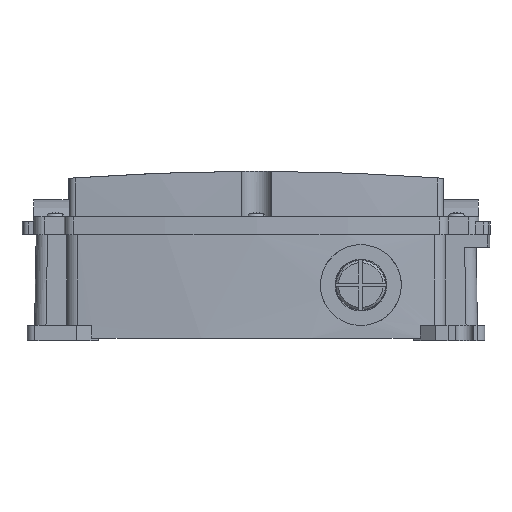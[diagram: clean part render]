
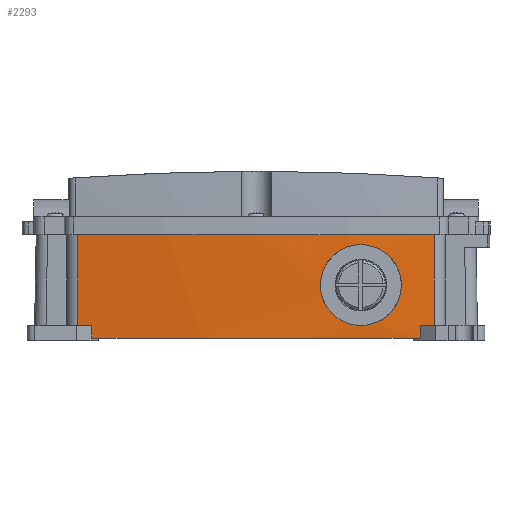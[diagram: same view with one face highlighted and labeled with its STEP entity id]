
A CAD part, left-side view. The second image highlights one B-rep face of the part: STEP entity #2293.
In plain terms, the highlighted cylindrical face has radius 600.5 mm (diameter 1201 mm), a partial arc.
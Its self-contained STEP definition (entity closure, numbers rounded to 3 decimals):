
#2175=AXIS2_PLACEMENT_3D('Cylinder Axis2P3D',#2172,#2173,#2174) ;
#2179=AXIS2_PLACEMENT_3D('Circle Axis2P3D',#2177,#2178,$) ;
#2195=AXIS2_PLACEMENT_3D('Circle Axis2P3D',#2193,#2194,$) ;
#2209=AXIS2_PLACEMENT_3D('Circle Axis2P3D',#2207,#2208,$) ;
#2214=AXIS2_PLACEMENT_3D('Circle Axis2P3D',#2212,#2213,$) ;
#2145=CARTESIAN_POINT('Line Origine',(5.663,163.204,21.5)) ;
#2149=CARTESIAN_POINT('Vertex',(5.663,163.204,6.)) ;
#2151=CARTESIAN_POINT('Vertex',(5.663,163.204,42.)) ;
#2172=CARTESIAN_POINT('Axis2P3D Location',(602.,92.616,21.5)) ;
#2177=CARTESIAN_POINT('Axis2P3D Location',(602.,92.616,1.)) ;
#2181=CARTESIAN_POINT('Vertex',(5.022,157.554,1.)) ;
#2183=CARTESIAN_POINT('Vertex',(5.022,27.678,1.)) ;
#2186=CARTESIAN_POINT('Line Origine',(5.022,27.678,21.5)) ;
#2190=CARTESIAN_POINT('Vertex',(5.022,27.678,6.)) ;
#2193=CARTESIAN_POINT('Axis2P3D Location',(602.,92.616,6.)) ;
#2197=CARTESIAN_POINT('Vertex',(5.663,22.028,6.)) ;
#2200=CARTESIAN_POINT('Line Origine',(5.663,22.028,21.5)) ;
#2204=CARTESIAN_POINT('Vertex',(5.663,22.028,42.)) ;
#2207=CARTESIAN_POINT('Axis2P3D Location',(602.,92.616,42.)) ;
#2212=CARTESIAN_POINT('Axis2P3D Location',(602.,92.616,6.)) ;
#2216=CARTESIAN_POINT('Vertex',(5.022,157.554,6.)) ;
#2219=CARTESIAN_POINT('Line Origine',(5.022,157.554,21.5)) ;
#2235=CARTESIAN_POINT('Control Point',(3.5,43.647,7.85)) ;
#2236=CARTESIAN_POINT('Control Point',(3.272,46.435,6.379)) ;
#2237=CARTESIAN_POINT('Control Point',(3.03,49.585,5.594)) ;
#2238=CARTESIAN_POINT('Control Point',(2.803,52.873,5.615)) ;
#2239=CARTESIAN_POINT('Control Point',(2.61,56.016,6.445)) ;
#2240=CARTESIAN_POINT('Control Point',(2.454,58.787,7.959)) ;
#2241=CARTESIAN_POINT('Vertex',(3.5,43.647,7.85)) ;
#2243=CARTESIAN_POINT('Vertex',(2.454,58.787,7.959)) ;
#2247=CARTESIAN_POINT('Control Point',(3.5,43.647,36.15)) ;
#2248=CARTESIAN_POINT('Control Point',(3.386,45.035,36.883)) ;
#2249=CARTESIAN_POINT('Control Point',(3.269,46.514,37.445)) ;
#2250=CARTESIAN_POINT('Control Point',(3.153,48.054,37.823)) ;
#2251=CARTESIAN_POINT('Control Point',(2.812,52.761,38.377)) ;
#2252=CARTESIAN_POINT('Control Point',(2.517,57.463,37.201)) ;
#2253=CARTESIAN_POINT('Control Point',(2.36,60.344,35.647)) ;
#2254=CARTESIAN_POINT('Control Point',(2.124,65.094,31.265)) ;
#2255=CARTESIAN_POINT('Control Point',(2.034,67.279,25.18)) ;
#2256=CARTESIAN_POINT('Control Point',(2.022,67.589,21.923)) ;
#2257=CARTESIAN_POINT('Control Point',(2.055,66.746,16.532)) ;
#2258=CARTESIAN_POINT('Control Point',(2.186,63.878,11.987)) ;
#2259=CARTESIAN_POINT('Control Point',(2.257,62.403,10.35)) ;
#2260=CARTESIAN_POINT('Control Point',(2.347,60.682,8.994)) ;
#2261=CARTESIAN_POINT('Control Point',(2.454,58.787,7.959)) ;
#2262=CARTESIAN_POINT('Vertex',(3.5,43.647,36.15)) ;
#2266=CARTESIAN_POINT('Control Point',(3.517,43.445,36.041)) ;
#2267=CARTESIAN_POINT('Control Point',(3.511,43.512,36.078)) ;
#2268=CARTESIAN_POINT('Control Point',(3.506,43.579,36.114)) ;
#2269=CARTESIAN_POINT('Control Point',(3.5,43.647,36.15)) ;
#2270=CARTESIAN_POINT('Vertex',(3.517,43.445,36.041)) ;
#2274=CARTESIAN_POINT('Control Point',(3.517,43.445,36.041)) ;
#2275=CARTESIAN_POINT('Control Point',(3.742,40.698,34.54)) ;
#2276=CARTESIAN_POINT('Control Point',(3.954,38.316,32.367)) ;
#2277=CARTESIAN_POINT('Control Point',(4.125,36.52,29.637)) ;
#2278=CARTESIAN_POINT('Control Point',(4.276,34.944,25.06)) ;
#2279=CARTESIAN_POINT('Control Point',(4.262,35.088,20.325)) ;
#2280=CARTESIAN_POINT('Control Point',(4.239,35.329,18.764)) ;
#2281=CARTESIAN_POINT('Control Point',(4.14,36.363,15.112)) ;
#2282=CARTESIAN_POINT('Control Point',(3.949,38.417,11.893)) ;
#2283=CARTESIAN_POINT('Control Point',(3.812,39.934,10.238)) ;
#2284=CARTESIAN_POINT('Control Point',(3.659,41.702,8.877)) ;
#2285=CARTESIAN_POINT('Control Point',(3.5,43.647,7.85)) ;
#2146=DIRECTION('Vector Direction',(0.,0.,-1.)) ;
#2173=DIRECTION('Axis2P3D Direction',(-0.,0.,1.)) ;
#2174=DIRECTION('Axis2P3D XDirection',(-0.992,0.125,-0.)) ;
#2178=DIRECTION('Axis2P3D Direction',(-0.,0.,1.)) ;
#2187=DIRECTION('Vector Direction',(0.,0.,1.)) ;
#2194=DIRECTION('Axis2P3D Direction',(-0.,0.,1.)) ;
#2201=DIRECTION('Vector Direction',(0.,0.,1.)) ;
#2208=DIRECTION('Axis2P3D Direction',(-0.,0.,1.)) ;
#2213=DIRECTION('Axis2P3D Direction',(-0.,0.,1.)) ;
#2220=DIRECTION('Vector Direction',(0.,0.,1.)) ;
#2147=VECTOR('Line Direction',#2146,1.) ;
#2188=VECTOR('Line Direction',#2187,1.) ;
#2202=VECTOR('Line Direction',#2201,1.) ;
#2221=VECTOR('Line Direction',#2220,1.) ;
#2225=ORIENTED_EDGE('',*,*,#2185,.T.) ;
#2226=ORIENTED_EDGE('',*,*,#2192,.F.) ;
#2227=ORIENTED_EDGE('',*,*,#2199,.T.) ;
#2228=ORIENTED_EDGE('',*,*,#2206,.T.) ;
#2229=ORIENTED_EDGE('',*,*,#2211,.F.) ;
#2230=ORIENTED_EDGE('',*,*,#2153,.F.) ;
#2231=ORIENTED_EDGE('',*,*,#2218,.T.) ;
#2232=ORIENTED_EDGE('',*,*,#2223,.T.) ;
#2288=ORIENTED_EDGE('',*,*,#2245,.T.) ;
#2289=ORIENTED_EDGE('',*,*,#2264,.F.) ;
#2290=ORIENTED_EDGE('',*,*,#2272,.F.) ;
#2291=ORIENTED_EDGE('',*,*,#2286,.T.) ;
#2292=FACE_BOUND('',#2287,.T.) ;
#2293=ADVANCED_FACE('Hauptk\X2\00F6\X0\rper',(#2233,#2292),#2176,.T.) ;
#2234=B_SPLINE_CURVE_WITH_KNOTS('',5,(#2235,#2236,#2237,#2238,#2239,#2240),.UNSPECIFIED.,.F.,.U.,(6,6),(0.,22.353),.UNSPECIFIED.) ;
#2246=B_SPLINE_CURVE_WITH_KNOTS('',5,(#2247,#2248,#2249,#2250,#2251,#2252,#2253,#2254,#2255,#2256,#2257,#2258,#2259,#2260,#2261),.UNSPECIFIED.,.F.,.U.,(6,3,3,3,6),(0.,11.132,33.354,55.541,70.831),.UNSPECIFIED.) ;
#2265=B_SPLINE_CURVE_WITH_KNOTS('',3,(#2266,#2267,#2268,#2269),.UNSPECIFIED.,.F.,.U.,(4,4),(0.,0.324),.UNSPECIFIED.) ;
#2273=B_SPLINE_CURVE_WITH_KNOTS('',5,(#2274,#2275,#2276,#2277,#2278,#2279,#2280,#2281,#2282,#2283,#2284,#2285),.UNSPECIFIED.,.F.,.U.,(6,3,3,6),(0.,22.195,33.252,48.839),.UNSPECIFIED.) ;
#2180=CIRCLE('generated circle',#2179,600.5) ;
#2196=CIRCLE('generated circle',#2195,600.5) ;
#2210=CIRCLE('generated circle',#2209,600.5) ;
#2215=CIRCLE('generated circle',#2214,600.5) ;
#2176=CYLINDRICAL_SURFACE('generated cylinder',#2175,600.5) ;
#2153=EDGE_CURVE('',#2150,#2152,#2148,.F.) ;
#2185=EDGE_CURVE('',#2182,#2184,#2180,.T.) ;
#2192=EDGE_CURVE('',#2191,#2184,#2189,.F.) ;
#2199=EDGE_CURVE('',#2191,#2198,#2196,.T.) ;
#2206=EDGE_CURVE('',#2198,#2205,#2203,.T.) ;
#2211=EDGE_CURVE('',#2152,#2205,#2210,.T.) ;
#2218=EDGE_CURVE('',#2150,#2217,#2215,.T.) ;
#2223=EDGE_CURVE('',#2217,#2182,#2222,.F.) ;
#2245=EDGE_CURVE('',#2242,#2244,#2234,.T.) ;
#2264=EDGE_CURVE('',#2263,#2244,#2246,.T.) ;
#2272=EDGE_CURVE('',#2271,#2263,#2265,.T.) ;
#2286=EDGE_CURVE('',#2271,#2242,#2273,.T.) ;
#2224=EDGE_LOOP('',(#2225,#2226,#2227,#2228,#2229,#2230,#2231,#2232)) ;
#2287=EDGE_LOOP('',(#2288,#2289,#2290,#2291)) ;
#2233=FACE_OUTER_BOUND('',#2224,.T.) ;
#2148=LINE('Line',#2145,#2147) ;
#2189=LINE('Line',#2186,#2188) ;
#2203=LINE('Line',#2200,#2202) ;
#2222=LINE('Line',#2219,#2221) ;
#2150=VERTEX_POINT('',#2149) ;
#2152=VERTEX_POINT('',#2151) ;
#2182=VERTEX_POINT('',#2181) ;
#2184=VERTEX_POINT('',#2183) ;
#2191=VERTEX_POINT('',#2190) ;
#2198=VERTEX_POINT('',#2197) ;
#2205=VERTEX_POINT('',#2204) ;
#2217=VERTEX_POINT('',#2216) ;
#2242=VERTEX_POINT('',#2241) ;
#2244=VERTEX_POINT('',#2243) ;
#2263=VERTEX_POINT('',#2262) ;
#2271=VERTEX_POINT('',#2270) ;
